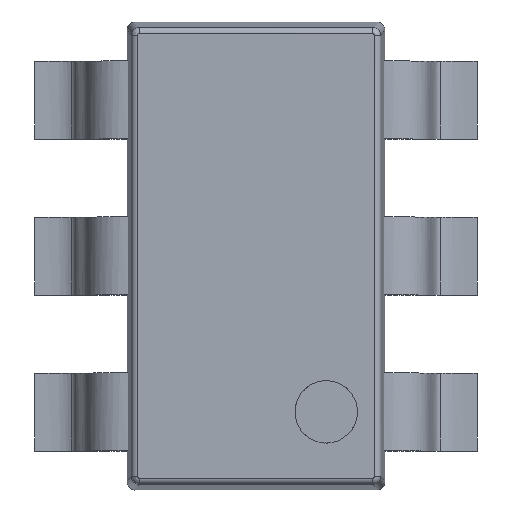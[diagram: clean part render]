
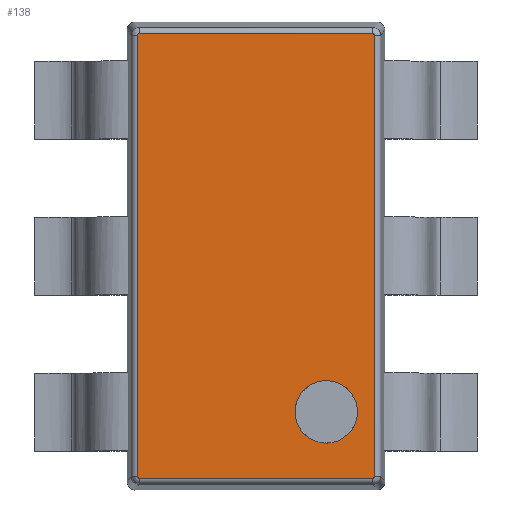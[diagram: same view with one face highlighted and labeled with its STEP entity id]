
A CAD part, top view. The second image highlights one B-rep face of the part: STEP entity #138.
In plain terms, the highlighted planar face has unit normal (0, 0, 1).
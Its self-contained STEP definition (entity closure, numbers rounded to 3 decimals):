
#121=FACE_BOUND('',#293,.T.);
#138=ADVANCED_FACE('',(#215,#121),#1142,.T.);
#215=FACE_OUTER_BOUND('',#292,.T.);
#292=EDGE_LOOP('',(#418,#419,#420,#421,#422,#423,#424,#425));
#293=EDGE_LOOP('',(#426));
#418=ORIENTED_EDGE('',*,*,#712,.T.);
#419=ORIENTED_EDGE('',*,*,#713,.T.);
#420=ORIENTED_EDGE('',*,*,#714,.T.);
#421=ORIENTED_EDGE('',*,*,#715,.T.);
#422=ORIENTED_EDGE('',*,*,#716,.T.);
#423=ORIENTED_EDGE('',*,*,#717,.T.);
#424=ORIENTED_EDGE('',*,*,#718,.T.);
#425=ORIENTED_EDGE('',*,*,#719,.T.);
#426=ORIENTED_EDGE('',*,*,#720,.T.);
#712=EDGE_CURVE('',#1032,#1033,#854,.T.);
#713=EDGE_CURVE('',#1033,#1034,#967,.T.);
#714=EDGE_CURVE('',#1034,#1035,#968,.T.);
#715=EDGE_CURVE('',#1035,#1036,#969,.T.);
#716=EDGE_CURVE('',#1036,#1037,#970,.T.);
#717=EDGE_CURVE('',#1037,#1038,#971,.T.);
#718=EDGE_CURVE('',#1038,#1039,#972,.T.);
#719=EDGE_CURVE('',#1039,#1032,#973,.T.);
#720=EDGE_CURVE('',#1040,#1040,#974,.T.);
#854=B_SPLINE_CURVE_WITH_KNOTS('',1,(#1559,#1560),.UNSPECIFIED.,.F.,.F.,
(2,2),(0.,2.829),.UNSPECIFIED.);
#967=(
BOUNDED_CURVE()
B_SPLINE_CURVE(3,(#1561,#1562,#1563,#1564,#1565),.UNSPECIFIED.,.F.,.F.)
B_SPLINE_CURVE_WITH_KNOTS((4,1,4),(0.,0.008,0.016),
 .UNSPECIFIED.)
CURVE()
GEOMETRIC_REPRESENTATION_ITEM()
RATIONAL_B_SPLINE_CURVE((1.,1.,1.,1.,1.))
REPRESENTATION_ITEM('')
);
#968=(
BOUNDED_CURVE()
B_SPLINE_CURVE(1,(#1566,#1567),.UNSPECIFIED.,.F.,.F.)
B_SPLINE_CURVE_WITH_KNOTS((2,2),(0.,1.499),.UNSPECIFIED.)
CURVE()
GEOMETRIC_REPRESENTATION_ITEM()
RATIONAL_B_SPLINE_CURVE((1.,1.))
REPRESENTATION_ITEM('')
);
#969=(
BOUNDED_CURVE()
B_SPLINE_CURVE(3,(#1568,#1569,#1570,#1571,#1572),.UNSPECIFIED.,.F.,.F.)
B_SPLINE_CURVE_WITH_KNOTS((4,1,4),(0.,0.008,0.016),
 .UNSPECIFIED.)
CURVE()
GEOMETRIC_REPRESENTATION_ITEM()
RATIONAL_B_SPLINE_CURVE((1.,1.,1.,1.,1.))
REPRESENTATION_ITEM('')
);
#970=(
BOUNDED_CURVE()
B_SPLINE_CURVE(1,(#1573,#1574),.UNSPECIFIED.,.F.,.F.)
B_SPLINE_CURVE_WITH_KNOTS((2,2),(0.,2.829),.UNSPECIFIED.)
CURVE()
GEOMETRIC_REPRESENTATION_ITEM()
RATIONAL_B_SPLINE_CURVE((1.,1.))
REPRESENTATION_ITEM('')
);
#971=(
BOUNDED_CURVE()
B_SPLINE_CURVE(3,(#1575,#1576,#1577,#1578,#1579),.UNSPECIFIED.,.F.,.F.)
B_SPLINE_CURVE_WITH_KNOTS((4,1,4),(0.,0.008,0.016),
 .UNSPECIFIED.)
CURVE()
GEOMETRIC_REPRESENTATION_ITEM()
RATIONAL_B_SPLINE_CURVE((1.,1.,1.,1.,1.))
REPRESENTATION_ITEM('')
);
#972=(
BOUNDED_CURVE()
B_SPLINE_CURVE(1,(#1580,#1581),.UNSPECIFIED.,.F.,.F.)
B_SPLINE_CURVE_WITH_KNOTS((2,2),(0.,1.499),.UNSPECIFIED.)
CURVE()
GEOMETRIC_REPRESENTATION_ITEM()
RATIONAL_B_SPLINE_CURVE((1.,1.))
REPRESENTATION_ITEM('')
);
#973=(
BOUNDED_CURVE()
B_SPLINE_CURVE(3,(#1582,#1583,#1584,#1585,#1586),.UNSPECIFIED.,.F.,.F.)
B_SPLINE_CURVE_WITH_KNOTS((4,1,4),(0.,0.008,0.016),
 .UNSPECIFIED.)
CURVE()
GEOMETRIC_REPRESENTATION_ITEM()
RATIONAL_B_SPLINE_CURVE((1.,1.,1.,1.,1.))
REPRESENTATION_ITEM('')
);
#974=(
BOUNDED_CURVE()
B_SPLINE_CURVE(2,(#1587,#1588,#1589,#1590,#1591,#1592,#1593,#1594,#1595),
 .UNSPECIFIED.,.T.,.F.)
B_SPLINE_CURVE_WITH_KNOTS((3,2,2,2,3),(0.,0.4,0.8,1.2,1.6),
 .UNSPECIFIED.)
CURVE()
GEOMETRIC_REPRESENTATION_ITEM()
RATIONAL_B_SPLINE_CURVE((1.,0.707,1.,0.707,1.,0.707,
1.,0.707,1.))
REPRESENTATION_ITEM('')
);
#1032=VERTEX_POINT('',#1470);
#1033=VERTEX_POINT('',#1471);
#1034=VERTEX_POINT('',#1472);
#1035=VERTEX_POINT('',#1473);
#1036=VERTEX_POINT('',#1474);
#1037=VERTEX_POINT('',#1475);
#1038=VERTEX_POINT('',#1476);
#1039=VERTEX_POINT('',#1477);
#1040=VERTEX_POINT('',#1478);
#1142=PLANE('',#1205);
#1205=AXIS2_PLACEMENT_3D('',#1316,#1260,$);
#1260=DIRECTION('',(0.,0.,1.));
#1316=CARTESIAN_POINT('',(-1.031,-1.829,1.185));
#1470=CARTESIAN_POINT('',(-0.759,1.414,1.185));
#1471=CARTESIAN_POINT('',(-0.759,-1.414,1.185));
#1472=CARTESIAN_POINT('',(-0.749,-1.424,1.185));
#1473=CARTESIAN_POINT('',(0.749,-1.424,1.185));
#1474=CARTESIAN_POINT('',(0.759,-1.414,1.185));
#1475=CARTESIAN_POINT('',(0.759,1.414,1.185));
#1476=CARTESIAN_POINT('',(0.749,1.424,1.185));
#1477=CARTESIAN_POINT('',(-0.749,1.424,1.185));
#1478=CARTESIAN_POINT('',(0.45,-0.8,1.185));
#1559=CARTESIAN_POINT('',(-0.759,1.414,1.185));
#1560=CARTESIAN_POINT('',(-0.759,-1.414,1.185));
#1561=CARTESIAN_POINT('',(-0.759,-1.414,1.185));
#1562=CARTESIAN_POINT('',(-0.759,-1.417,1.185));
#1563=CARTESIAN_POINT('',(-0.757,-1.422,1.185));
#1564=CARTESIAN_POINT('',(-0.752,-1.424,1.185));
#1565=CARTESIAN_POINT('',(-0.749,-1.424,1.185));
#1566=CARTESIAN_POINT('',(-0.749,-1.424,1.185));
#1567=CARTESIAN_POINT('',(0.749,-1.424,1.185));
#1568=CARTESIAN_POINT('',(0.749,-1.424,1.185));
#1569=CARTESIAN_POINT('',(0.752,-1.424,1.185));
#1570=CARTESIAN_POINT('',(0.757,-1.422,1.185));
#1571=CARTESIAN_POINT('',(0.759,-1.417,1.185));
#1572=CARTESIAN_POINT('',(0.759,-1.414,1.185));
#1573=CARTESIAN_POINT('',(0.759,-1.414,1.185));
#1574=CARTESIAN_POINT('',(0.759,1.414,1.185));
#1575=CARTESIAN_POINT('',(0.759,1.414,1.185));
#1576=CARTESIAN_POINT('',(0.759,1.417,1.185));
#1577=CARTESIAN_POINT('',(0.757,1.422,1.185));
#1578=CARTESIAN_POINT('',(0.752,1.424,1.185));
#1579=CARTESIAN_POINT('',(0.749,1.424,1.185));
#1580=CARTESIAN_POINT('',(0.749,1.424,1.185));
#1581=CARTESIAN_POINT('',(-0.749,1.424,1.185));
#1582=CARTESIAN_POINT('',(-0.749,1.424,1.185));
#1583=CARTESIAN_POINT('',(-0.752,1.424,1.185));
#1584=CARTESIAN_POINT('',(-0.757,1.422,1.185));
#1585=CARTESIAN_POINT('',(-0.759,1.417,1.185));
#1586=CARTESIAN_POINT('',(-0.759,1.414,1.185));
#1587=CARTESIAN_POINT('',(0.45,-0.8,1.185));
#1588=CARTESIAN_POINT('',(0.65,-0.8,1.185));
#1589=CARTESIAN_POINT('',(0.65,-1.,1.185));
#1590=CARTESIAN_POINT('',(0.65,-1.2,1.185));
#1591=CARTESIAN_POINT('',(0.45,-1.2,1.185));
#1592=CARTESIAN_POINT('',(0.25,-1.2,1.185));
#1593=CARTESIAN_POINT('',(0.25,-1.,1.185));
#1594=CARTESIAN_POINT('',(0.25,-0.8,1.185));
#1595=CARTESIAN_POINT('',(0.45,-0.8,1.185));
